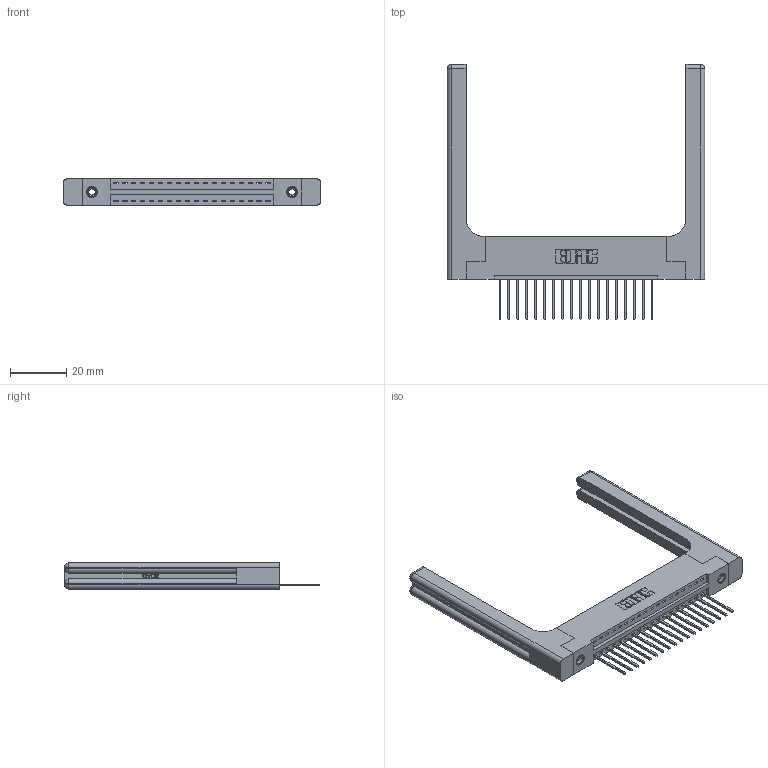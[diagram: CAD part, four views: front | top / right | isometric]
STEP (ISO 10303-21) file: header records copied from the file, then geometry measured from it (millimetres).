
FILE_DESCRIPTION (( 'STEP AP203' ), '1' );
FILE_NAME ('396-018-540-158.STEP', '2019-10-26T19:57:52', ( '' ), ( '' ), 'SwSTEP 2.0', 'SolidWorks 2016', '' );
FILE_SCHEMA (( 'CONFIG_CONTROL_DESIGN' ));
Length unit declared in the file: inch
Products named in the file (5): 346 Part_Flush Mounting Lugs - 0.156 Dia-TH; 346-220-058_345-220-058; 345-292-001_345-293-140; 345-250-001_345-250-001-102; 396-018-540-158
Assembly tree (23 placements, depth 2):
  396-018-540-158
    346 Part_Flush Mounting Lugs - 0.156 Dia-TH
    345-292-001_345-293-140  x18
    345-250-001_345-250-001-102  x2
    346-220-058_345-220-058  x2
Bounding box: 91.21 x 90.42 x 9.4 mm (x, y, z)
Volume: 16108.4 mm3; surface area: 15824.9 mm2
Topology: 23 solids, 23 shells, 1422 faces, 4163 edges, 2730 vertices
Faces by surface type: plane 944, cylinder 418, bspline 36, cone 12, sphere 8, torus 4
Entity records: 19602 total; most frequent: CARTESIAN_POINT 4347, ORIENTED_EDGE 3096, DIRECTION 2796, EDGE_CURVE 1548, LINE 1252, VECTOR 1252, VERTEX_POINT 1022, AXIS2_PLACEMENT_3D 772
